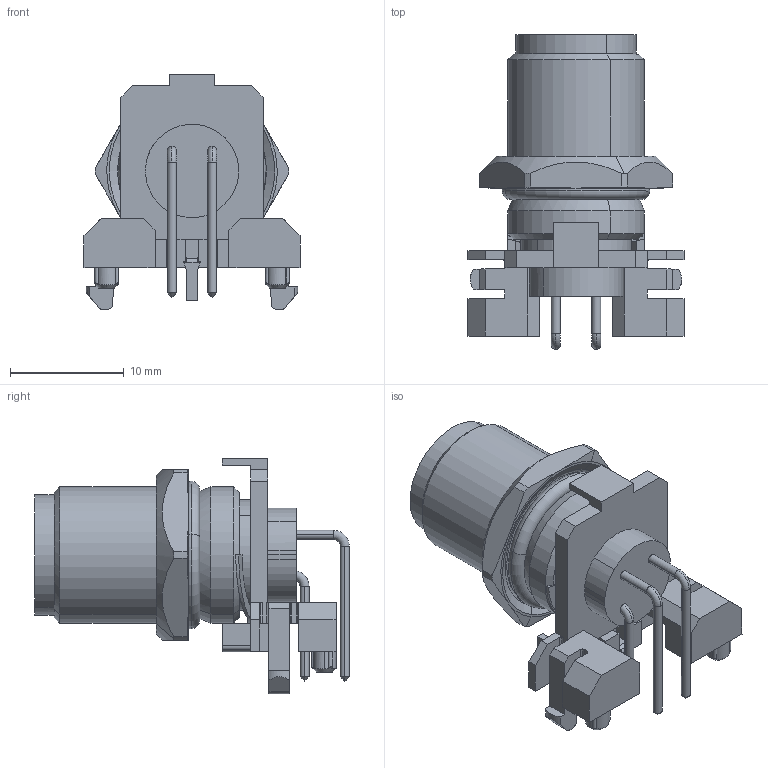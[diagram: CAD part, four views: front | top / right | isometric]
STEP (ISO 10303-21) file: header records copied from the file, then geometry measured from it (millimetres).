
FILE_DESCRIPTION(('CATIA V5 STEP Exchange','CAx-IF Rec.Pracs.--- Model Styling and Organization---1.4--- 2014-01-23'),'2;1');
FILE_NAME ('D1461920_1_2423810000_2423810000.stp','2021-01-03T13:19:53+00:00',('none'),('Weidmueller'),'CATIA Version 5-6 Release 2016 SP3 HF44','CATIA V5 STEP AP214','none');
FILE_SCHEMA(('AUTOMOTIVE_DESIGN { 1 0 10303 214 1 1 1 1 }'));
Length unit declared in the file: millimetre
Products named in the file (1): 2423810000
Bounding box: 19 x 27.66 x 20.7 mm (x, y, z)
Volume: 2399.4 mm3; surface area: 4188.8 mm2
Topology: 13 solids, 23 shells, 504 faces, 1402 edges, 936 vertices
Faces by surface type: plane 207, cylinder 158, bspline 57, cone 54, torus 28
Entity records: 17223 total; most frequent: CARTESIAN_POINT 5311, ORIENTED_EDGE 2788, DIRECTION 1860, EDGE_CURVE 1394, VERTEX_POINT 936, AXIS2_PLACEMENT_3D 765, VECTOR 661, LINE 661
